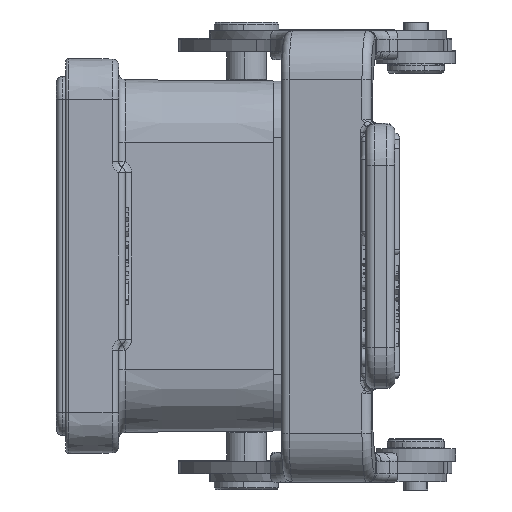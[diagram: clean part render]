
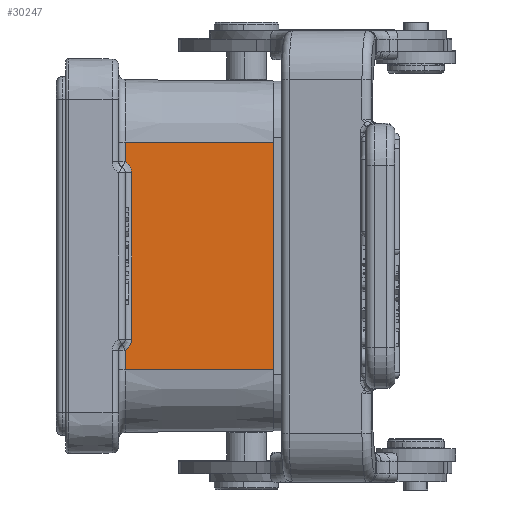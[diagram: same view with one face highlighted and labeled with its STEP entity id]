
A CAD part, left-side view. The second image highlights one B-rep face of the part: STEP entity #30247.
In plain terms, the highlighted planar face has unit normal (-1, -0.009, 0).
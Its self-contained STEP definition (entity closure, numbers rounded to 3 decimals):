
#2699=DIRECTION('',(-0.009,1.,0.));
#2700=VECTOR('',#2699,18.208);
#2701=CARTESIAN_POINT('',(-36.5,0.,14.));
#2702=LINE('',#2701,#2700);
#2725=DIRECTION('',(0.,0.,1.));
#2726=VECTOR('',#2725,28.);
#2727=CARTESIAN_POINT('',(-36.5,0.,-14.));
#2728=LINE('',#2727,#2726);
#2741=DIRECTION('',(0.009,-1.,0.));
#2742=VECTOR('',#2741,18.208);
#2743=CARTESIAN_POINT('',(-36.659,18.207,
-14.));
#2744=LINE('',#2743,#2742);
#2961=DIRECTION('',(0.,0.,-1.));
#2962=VECTOR('',#2961,2.414);
#2963=CARTESIAN_POINT('',(-36.659,18.207,14.));
#2964=LINE('',#2963,#2962);
#3273=CARTESIAN_POINT('',(-36.659,18.207,11.586));
#3274=CARTESIAN_POINT('',(-36.658,18.083,11.514));
#3275=CARTESIAN_POINT('',(-36.656,17.864,11.345));
#3276=CARTESIAN_POINT('',(-36.654,17.604,11.008));
#3277=CARTESIAN_POINT('',(-36.652,17.443,10.616));
#3278=CARTESIAN_POINT('',(-36.652,17.407,10.342));
#3279=CARTESIAN_POINT('',(-36.652,17.407,10.2));
#3286=DIRECTION('',(0.,0.,-1.));
#3287=VECTOR('',#3286,20.4);
#3288=CARTESIAN_POINT('',(-36.652,17.407,10.2));
#3289=LINE('',#3288,#3287);
#3299=CARTESIAN_POINT('',(-36.652,17.407,
-10.2));
#3300=CARTESIAN_POINT('',(-36.652,17.407,
-10.341));
#3301=CARTESIAN_POINT('',(-36.652,17.443,
-10.613));
#3302=CARTESIAN_POINT('',(-36.654,17.603,
-11.006));
#3303=CARTESIAN_POINT('',(-36.656,17.862,
-11.344));
#3304=CARTESIAN_POINT('',(-36.658,18.083,
-11.514));
#3305=CARTESIAN_POINT('',(-36.659,18.207,
-11.586));
#3346=DIRECTION('',(0.,0.,-1.));
#3347=VECTOR('',#3346,2.414);
#3348=CARTESIAN_POINT('',(-36.659,18.207,
-11.586));
#3349=LINE('',#3348,#3347);
#22821=CARTESIAN_POINT('',(-36.5,0.,14.));
#22822=VERTEX_POINT('',#22821);
#22823=CARTESIAN_POINT('',(-36.659,18.207,14.));
#22824=VERTEX_POINT('',#22823);
#22851=CARTESIAN_POINT('',(-36.659,18.207,
11.586));
#22852=VERTEX_POINT('',#22851);
#22953=VERTEX_POINT('',#3279);
#22956=CARTESIAN_POINT('',(-36.5,0.,-14.));
#22957=VERTEX_POINT('',#22956);
#22958=CARTESIAN_POINT('',(-36.659,18.207,
-14.));
#22959=VERTEX_POINT('',#22958);
#22960=CARTESIAN_POINT('',(-36.659,18.207,
-11.586));
#22961=VERTEX_POINT('',#22960);
#22962=VERTEX_POINT('',#3299);
#30226=CARTESIAN_POINT('',(-36.5,0.,-23.853));
#30227=DIRECTION('',(-1.,-0.009,0.));
#30228=DIRECTION('',(0.,0.,-1.));
#30229=AXIS2_PLACEMENT_3D('',#30226,#30227,#30228);
#30230=PLANE('',#30229);
#30231=ORIENTED_EDGE('',*,*,#30214,.F.);
#30233=ORIENTED_EDGE('',*,*,#30232,.F.);
#30235=ORIENTED_EDGE('',*,*,#30234,.F.);
#30237=ORIENTED_EDGE('',*,*,#30236,.F.);
#30239=ORIENTED_EDGE('',*,*,#30238,.F.);
#30241=ORIENTED_EDGE('',*,*,#30240,.F.);
#30243=ORIENTED_EDGE('',*,*,#30242,.F.);
#30244=ORIENTED_EDGE('',*,*,#30174,.F.);
#30245=EDGE_LOOP('',(#30231,#30233,#30235,#30237,#30239,#30241,#30243,#30244));
#30246=FACE_OUTER_BOUND('',#30245,.F.);
#30247=ADVANCED_FACE('',(#30246),#30230,.T.);
#3280=B_SPLINE_CURVE_WITH_KNOTS('',3,(#3273,#3274,#3275,#3276,#3277,#3278,
#3279),.UNSPECIFIED.,.F.,.F.,(4,1,1,1,4),(0.,0.25,0.5,0.75,1.),
.UNSPECIFIED.);
#3306=B_SPLINE_CURVE_WITH_KNOTS('',3,(#3299,#3300,#3301,#3302,#3303,#3304,
#3305),.UNSPECIFIED.,.F.,.F.,(4,1,1,1,4),(0.,0.25,0.5,0.75,1.),
.UNSPECIFIED.);
#30174=EDGE_CURVE('',#22822,#22824,#2702,.T.);
#30214=EDGE_CURVE('',#22957,#22822,#2728,.T.);
#30232=EDGE_CURVE('',#22959,#22957,#2744,.T.);
#30234=EDGE_CURVE('',#22961,#22959,#3349,.T.);
#30236=EDGE_CURVE('',#22962,#22961,#3306,.T.);
#30238=EDGE_CURVE('',#22953,#22962,#3289,.T.);
#30240=EDGE_CURVE('',#22852,#22953,#3280,.T.);
#30242=EDGE_CURVE('',#22824,#22852,#2964,.T.);
